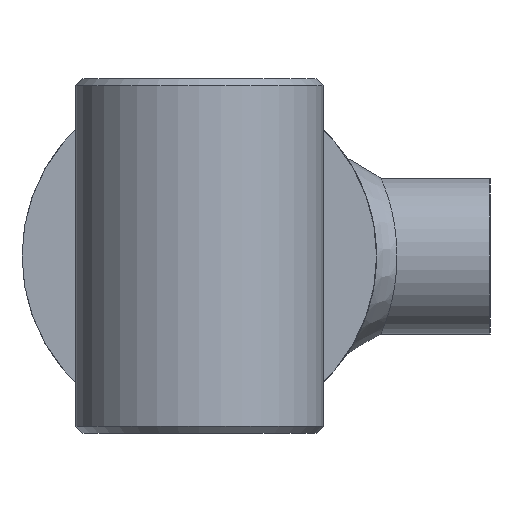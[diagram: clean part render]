
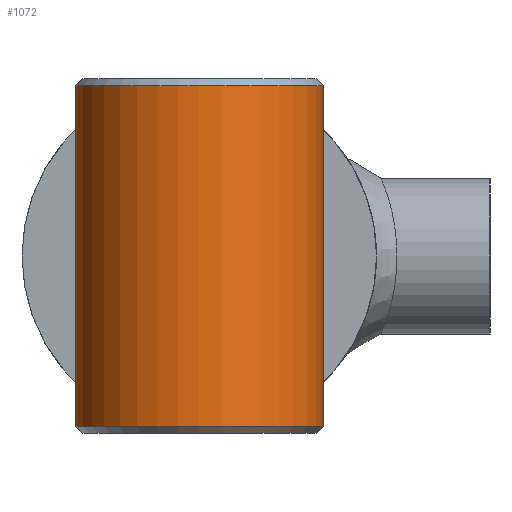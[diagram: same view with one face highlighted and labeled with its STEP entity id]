
A CAD part, left-side view. The second image highlights one B-rep face of the part: STEP entity #1072.
In plain terms, the highlighted cylindrical face has radius 17.5 mm (diameter 35 mm), a full revolution.
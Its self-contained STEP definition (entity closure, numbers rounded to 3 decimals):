
#127=CIRCLE('',#1330,17.5);
#128=CIRCLE('',#1331,17.5);
#129=CIRCLE('',#1333,17.5);
#130=CIRCLE('',#1334,17.5);
#208=CYLINDRICAL_SURFACE('',#1332,17.5);
#289=FACE_OUTER_BOUND('',#371,.T.);
#371=EDGE_LOOP('',(#966,#967,#968,#969,#970,#971));
#428=LINE('',#3488,#483);
#483=VECTOR('',#1637,17.5);
#566=VERTEX_POINT('',#3478);
#567=VERTEX_POINT('',#3479);
#568=VERTEX_POINT('',#3484);
#569=VERTEX_POINT('',#3485);
#699=EDGE_CURVE('',#566,#567,#127,.T.);
#700=EDGE_CURVE('',#567,#566,#128,.T.);
#702=EDGE_CURVE('',#568,#569,#129,.T.);
#703=EDGE_CURVE('',#569,#568,#130,.T.);
#704=EDGE_CURVE('',#569,#567,#428,.T.);
#966=ORIENTED_EDGE('',*,*,#702,.F.);
#967=ORIENTED_EDGE('',*,*,#703,.F.);
#968=ORIENTED_EDGE('',*,*,#704,.T.);
#969=ORIENTED_EDGE('',*,*,#699,.F.);
#970=ORIENTED_EDGE('',*,*,#700,.F.);
#971=ORIENTED_EDGE('',*,*,#704,.F.);
#1072=ADVANCED_FACE('',(#289),#208,.T.);
#1330=AXIS2_PLACEMENT_3D('',#3480,#1626,#1627);
#1331=AXIS2_PLACEMENT_3D('',#3481,#1628,#1629);
#1332=AXIS2_PLACEMENT_3D('',#3483,#1631,#1632);
#1333=AXIS2_PLACEMENT_3D('',#3486,#1633,#1634);
#1334=AXIS2_PLACEMENT_3D('',#3487,#1635,#1636);
#1626=DIRECTION('center_axis',(-1.,0.,0.));
#1627=DIRECTION('ref_axis',(0.,-1.,0.));
#1628=DIRECTION('center_axis',(-1.,0.,0.));
#1629=DIRECTION('ref_axis',(0.,-1.,0.));
#1631=DIRECTION('center_axis',(1.,0.,0.));
#1632=DIRECTION('ref_axis',(0.,1.,0.));
#1633=DIRECTION('center_axis',(1.,0.,0.));
#1634=DIRECTION('ref_axis',(0.,-1.,0.));
#1635=DIRECTION('center_axis',(1.,0.,0.));
#1636=DIRECTION('ref_axis',(0.,-1.,0.));
#1637=DIRECTION('',(-1.,0.,0.));
#3478=CARTESIAN_POINT('',(1.,17.5,0.));
#3479=CARTESIAN_POINT('',(1.,-17.5,0.));
#3480=CARTESIAN_POINT('Origin',(1.,0.,0.));
#3481=CARTESIAN_POINT('Origin',(1.,0.,0.));
#3483=CARTESIAN_POINT('Origin',(0.,0.,0.));
#3484=CARTESIAN_POINT('',(49.,17.5,0.));
#3485=CARTESIAN_POINT('',(49.,-17.5,0.));
#3486=CARTESIAN_POINT('Origin',(49.,0.,0.));
#3487=CARTESIAN_POINT('Origin',(49.,0.,0.));
#3488=CARTESIAN_POINT('',(0.,-17.5,0.));
